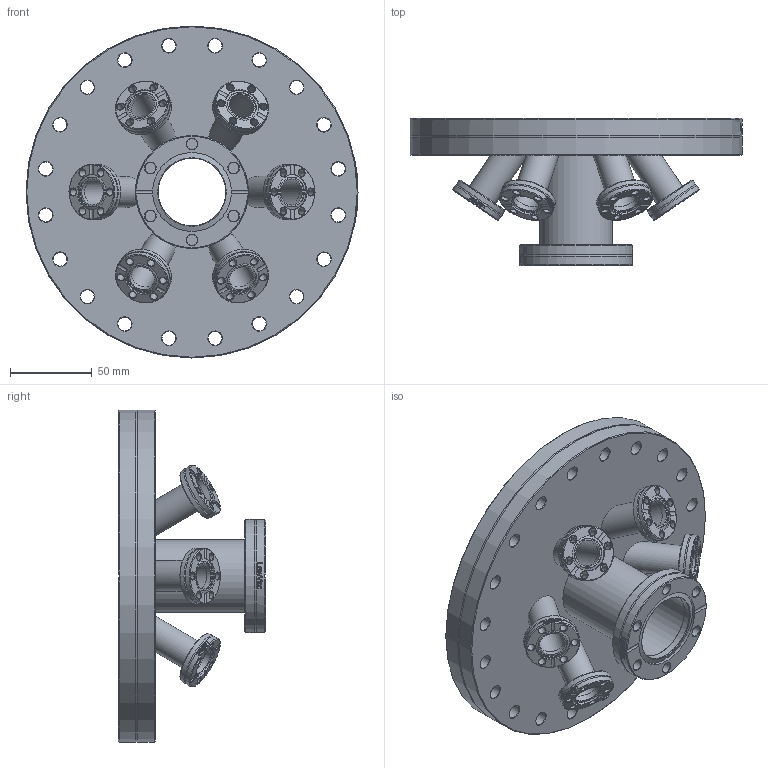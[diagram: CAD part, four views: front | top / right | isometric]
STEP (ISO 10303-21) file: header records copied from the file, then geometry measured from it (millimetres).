
FILE_DESCRIPTION(/* description */ (''),/* implementation_level */ '2;1');
FILE_NAME(/* name */ 'FL-160-40-6X16A.stp',/* time_stamp */ '2018-03-08T12:43:01+00:00',/* author */ ('paul'),/* organization */ (''),/* preprocessor_version */ 'ST-DEVELOPER v17',/* originating_system */ 'Autodesk Inventor 2018',/* authorisation */ '');
FILE_SCHEMA (('AUTOMOTIVE_DESIGN { 1 0 10303 214 3 1 1 }'));
Length unit declared in the file: millimetre
Products named in the file (6): FL-160-40-6X16A; FL-160CF - straddled BORED; FL-16CF-19; FL-40CF-45; DN40 tube; DN16 tube
Assembly tree (15 placements, depth 2):
  FL-160-40-6X16A
    FL-160CF - straddled BORED
    FL-16CF-19  x6
    FL-40CF-45
    DN40 tube
    DN16 tube  x6
Bounding box: 203 x 90 x 203 mm (x, y, z)
Volume: 556999.9 mm3; surface area: 169729.3 mm2
Topology: 15 solids, 15 shells, 1092 faces, 2996 edges, 1998 vertices
Faces by surface type: plane 378, bspline 340, cylinder 202, cone 164, torus 8
Full cylindrical faces by diameter (mm): 4.4 x36, 6.7 x6, 8.4 x20, 16 x12, 19 x12, 19.1 x6, 21.4 x6, 33.8 x12, 41.3 x2, 44.5 x2, 44.7 x1, 48.26 x1, 69.1 x2, 130 x1, 171.4 x1, 203 x2
Entity records: 29809 total; most frequent: CARTESIAN_POINT 18891, ORIENTED_EDGE 2392, DIRECTION 1925, EDGE_CURVE 1196, VERTEX_POINT 793, AXIS2_PLACEMENT_3D 735, EDGE_LOOP 547, LINE 455
